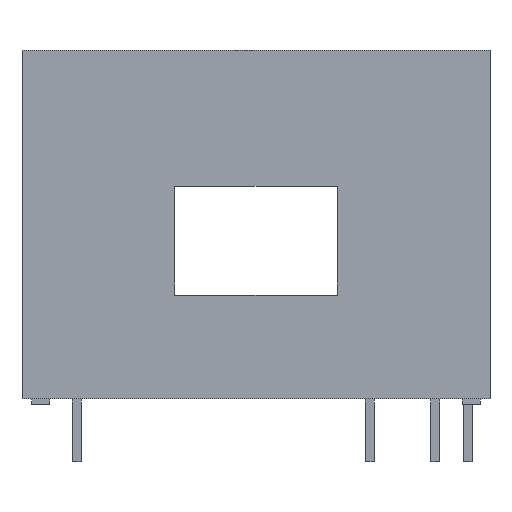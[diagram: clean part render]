
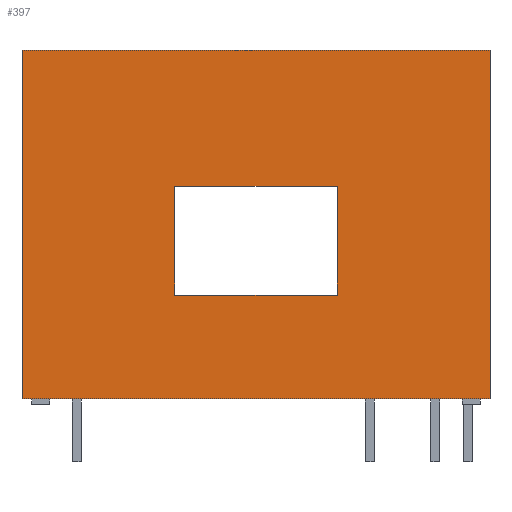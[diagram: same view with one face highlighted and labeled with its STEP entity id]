
A CAD part, front view. The second image highlights one B-rep face of the part: STEP entity #397.
In plain terms, the highlighted planar face has unit normal (0, -1, 0).
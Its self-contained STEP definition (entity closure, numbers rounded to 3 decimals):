
#397=ADVANCED_FACE('',(#498,#499),#447,.T.);
#447=PLANE('',#1649);
#498=FACE_BOUND('',#518,.T.);
#499=FACE_BOUND('',#519,.T.);
#518=EDGE_LOOP('',(#626,#627,#628,#629));
#519=EDGE_LOOP('',(#630,#631,#632,#633));
#626=ORIENTED_EDGE('',*,*,#929,.T.);
#627=ORIENTED_EDGE('',*,*,#904,.T.);
#628=ORIENTED_EDGE('',*,*,#933,.T.);
#629=ORIENTED_EDGE('',*,*,#935,.T.);
#630=ORIENTED_EDGE('',*,*,#920,.T.);
#631=ORIENTED_EDGE('',*,*,#924,.T.);
#632=ORIENTED_EDGE('',*,*,#927,.T.);
#633=ORIENTED_EDGE('',*,*,#937,.T.);
#824=VERTEX_POINT('',#2055);
#825=VERTEX_POINT('',#2057);
#840=VERTEX_POINT('',#2088);
#841=VERTEX_POINT('',#2090);
#843=VERTEX_POINT('',#2096);
#845=VERTEX_POINT('',#2102);
#847=VERTEX_POINT('',#2108);
#849=VERTEX_POINT('',#2114);
#904=EDGE_CURVE('',#825,#824,#1216,.T.);
#920=EDGE_CURVE('',#841,#840,#1232,.T.);
#924=EDGE_CURVE('',#840,#843,#1236,.T.);
#927=EDGE_CURVE('',#843,#845,#1239,.T.);
#929=EDGE_CURVE('',#847,#825,#1241,.T.);
#933=EDGE_CURVE('',#824,#849,#1245,.T.);
#935=EDGE_CURVE('',#849,#847,#1247,.T.);
#937=EDGE_CURVE('',#845,#841,#1249,.T.);
#1216=LINE('',#2056,#1384);
#1232=LINE('',#2089,#1400);
#1236=LINE('',#2097,#1404);
#1239=LINE('',#2103,#1407);
#1241=LINE('',#2107,#1409);
#1245=LINE('',#2115,#1413);
#1247=LINE('',#2118,#1415);
#1249=LINE('',#2121,#1417);
#1384=VECTOR('',#1763,1.);
#1400=VECTOR('',#1781,1.);
#1404=VECTOR('',#1787,1.);
#1407=VECTOR('',#1792,1.);
#1409=VECTOR('',#1796,1.);
#1413=VECTOR('',#1802,1.);
#1415=VECTOR('',#1806,1.);
#1417=VECTOR('',#1810,1.);
#1649=AXIS2_PLACEMENT_3D('',#2123,#1813,#1814);
#1763=DIRECTION('',(1.,0.,0.));
#1781=DIRECTION('',(0.,0.,1.));
#1787=DIRECTION('',(1.,0.,0.));
#1792=DIRECTION('',(0.,0.,-1.));
#1796=DIRECTION('',(0.,0.,-1.));
#1802=DIRECTION('',(0.,0.,1.));
#1806=DIRECTION('',(-1.,0.,0.));
#1810=DIRECTION('',(-1.,0.,0.));
#1813=DIRECTION('',(0.,-1.,0.));
#1814=DIRECTION('',(0.,0.,-1.));
#2055=CARTESIAN_POINT('',(36.5,-14.3,0.));
#2056=CARTESIAN_POINT('',(0.,-14.3,0.));
#2057=CARTESIAN_POINT('',(0.,-14.3,0.));
#2088=CARTESIAN_POINT('',(11.9,-14.3,16.6));
#2089=CARTESIAN_POINT('',(11.9,-14.3,8.1));
#2090=CARTESIAN_POINT('',(11.9,-14.3,8.1));
#2096=CARTESIAN_POINT('',(24.6,-14.3,16.6));
#2097=CARTESIAN_POINT('',(11.9,-14.3,16.6));
#2102=CARTESIAN_POINT('',(24.6,-14.3,8.1));
#2103=CARTESIAN_POINT('',(24.6,-14.3,16.6));
#2107=CARTESIAN_POINT('',(0.,-14.3,27.2));
#2108=CARTESIAN_POINT('',(0.,-14.3,27.2));
#2114=CARTESIAN_POINT('',(36.5,-14.3,27.2));
#2115=CARTESIAN_POINT('',(36.5,-14.3,0.));
#2118=CARTESIAN_POINT('',(36.5,-14.3,27.2));
#2121=CARTESIAN_POINT('',(24.6,-14.3,8.1));
#2123=CARTESIAN_POINT('',(0.,-14.3,0.));
